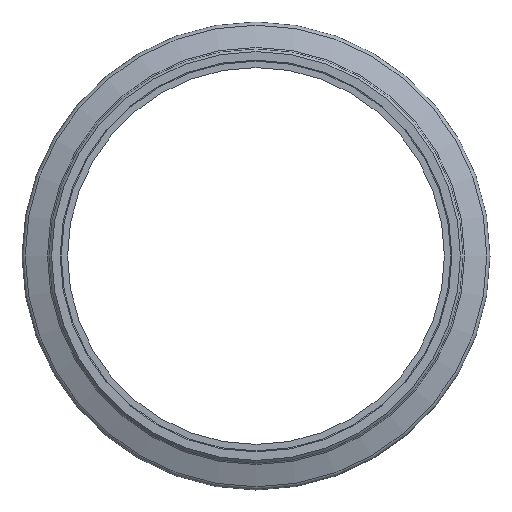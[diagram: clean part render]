
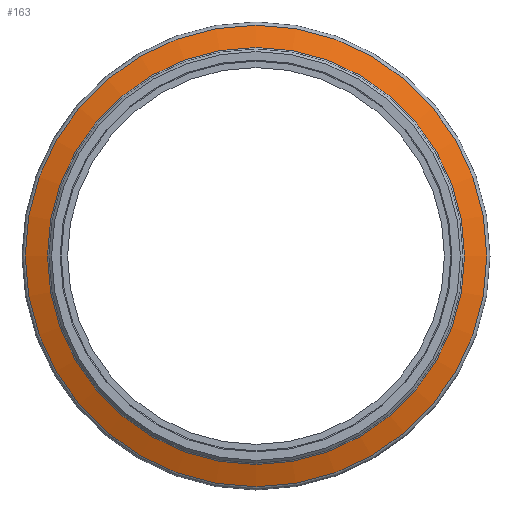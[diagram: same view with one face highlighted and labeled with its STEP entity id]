
A CAD part, left-side view. The second image highlights one B-rep face of the part: STEP entity #163.
In plain terms, the highlighted conical face has half-angle 70 degrees and reference radius 84.658 mm.
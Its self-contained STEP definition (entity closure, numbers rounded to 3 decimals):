
#36=ORIENTED_EDGE('',*,*,#62,.T.);
#37=ORIENTED_EDGE('',*,*,#61,.F.);
#61=EDGE_CURVE('',#75,#75,#89,.T.);
#62=EDGE_CURVE('',#76,#76,#90,.T.);
#75=VERTEX_POINT('',#284);
#76=VERTEX_POINT('',#287);
#89=CIRCLE('',#193,84.658);
#90=CIRCLE('',#195,93.684);
#106=EDGE_LOOP('',(#36));
#107=EDGE_LOOP('',(#37));
#134=FACE_BOUND('',#106,.T.);
#135=FACE_BOUND('',#107,.T.);
#157=CONICAL_SURFACE('',#194,84.658,1.222);
#163=ADVANCED_FACE('',(#134,#135),#157,.T.);
#193=AXIS2_PLACEMENT_3D('',#283,#229,#230);
#194=AXIS2_PLACEMENT_3D('',#285,#231,#232);
#195=AXIS2_PLACEMENT_3D('',#286,#233,#234);
#229=DIRECTION('',(-1.,0.,0.));
#230=DIRECTION('',(0.,0.,1.));
#231=DIRECTION('',(1.,0.,0.));
#232=DIRECTION('',(0.,0.,-1.));
#233=DIRECTION('',(-1.,0.,0.));
#234=DIRECTION('',(0.,0.,1.));
#283=CARTESIAN_POINT('',(-2.093,0.,0.));
#284=CARTESIAN_POINT('',(-2.093,0.,84.658));
#285=CARTESIAN_POINT('',(-2.093,0.,0.));
#286=CARTESIAN_POINT('',(1.192,0.,0.));
#287=CARTESIAN_POINT('',(1.192,0.,93.684));
